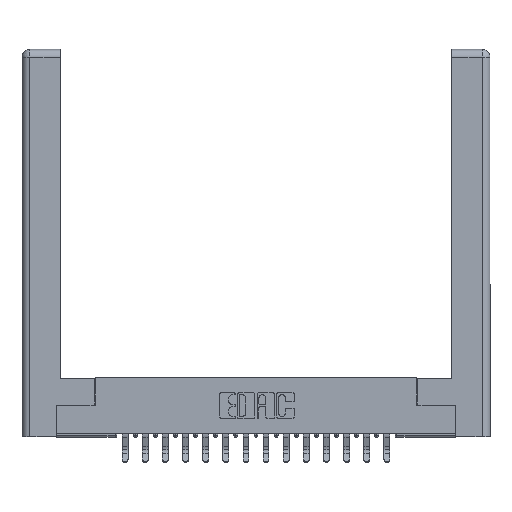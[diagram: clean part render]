
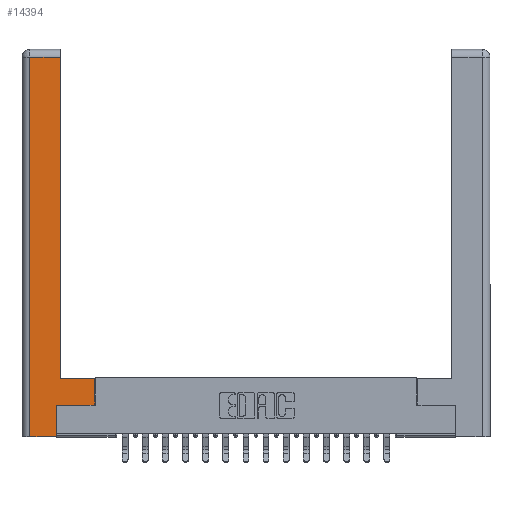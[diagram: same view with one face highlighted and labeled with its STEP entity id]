
A CAD part, top view. The second image highlights one B-rep face of the part: STEP entity #14394.
In plain terms, the highlighted planar face has unit normal (0, 0, 1).
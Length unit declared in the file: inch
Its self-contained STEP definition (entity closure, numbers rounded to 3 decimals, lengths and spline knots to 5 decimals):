
#237 = VECTOR ( 'NONE', #2320, 39.37008 ) ;
#443 = VERTEX_POINT ( 'NONE', #3028 ) ;
#716 = VERTEX_POINT ( 'NONE', #6900 ) ;
#812 = ORIENTED_EDGE ( 'NONE', *, *, #2974, .T. ) ;
#905 = CARTESIAN_POINT ( 'NONE',  ( 0.565, 0.245, 0. ) ) ;
#1297 = CARTESIAN_POINT ( 'NONE',  ( 0., 0., 0. ) ) ;
#1435 = DIRECTION ( 'NONE',  ( 0., 0., -1. ) ) ;
#1506 = DIRECTION ( 'NONE',  ( -1., 0., 0. ) ) ;
#1932 = ORIENTED_EDGE ( 'NONE', *, *, #17885, .T. ) ;
#2320 = DIRECTION ( 'NONE',  ( 0., 1., 0. ) ) ;
#2758 = DIRECTION ( 'NONE',  ( 0., -1., 0. ) ) ;
#2974 = EDGE_CURVE ( 'NONE', #8211, #716, #3396, .T. ) ;
#3028 = CARTESIAN_POINT ( 'NONE',  ( 0.295, 0.45, 0. ) ) ;
#3217 = DIRECTION ( 'NONE',  ( -1., 0., 0. ) ) ;
#3396 = LINE ( 'NONE', #7208, #237 ) ;
#3857 = ORIENTED_EDGE ( 'NONE', *, *, #13392, .T. ) ;
#4268 = EDGE_CURVE ( 'NONE', #5757, #443, #21142, .T. ) ;
#4298 = ORIENTED_EDGE ( 'NONE', *, *, #17120, .T. ) ;
#4497 = ORIENTED_EDGE ( 'NONE', *, *, #15243, .T. ) ;
#4644 = VERTEX_POINT ( 'NONE', #17897 ) ;
#5554 = ORIENTED_EDGE ( 'NONE', *, *, #4268, .T. ) ;
#5757 = VERTEX_POINT ( 'NONE', #17751 ) ;
#6124 = DIRECTION ( 'NONE',  ( 0., 1., 0. ) ) ;
#6635 = LINE ( 'NONE', #15980, #17496 ) ;
#6900 = CARTESIAN_POINT ( 'NONE',  ( 0.265, 0.245, 0. ) ) ;
#7208 = CARTESIAN_POINT ( 'NONE',  ( 0.265, 0.245, 0. ) ) ;
#7259 = VERTEX_POINT ( 'NONE', #9903 ) ;
#7307 = LINE ( 'NONE', #18299, #11183 ) ;
#7891 = VERTEX_POINT ( 'NONE', #905 ) ;
#8144 = ORIENTED_EDGE ( 'NONE', *, *, #16449, .T. ) ;
#8211 = VERTEX_POINT ( 'NONE', #19972 ) ;
#8261 = VECTOR ( 'NONE', #6124, 39.37008 ) ;
#8904 = FACE_OUTER_BOUND ( 'NONE', #10329, .T. ) ;
#9903 = CARTESIAN_POINT ( 'NONE',  ( 0.0615, 0., 0. ) ) ;
#10055 = DIRECTION ( 'NONE',  ( -1., 0., 0. ) ) ;
#10329 = EDGE_LOOP ( 'NONE', ( #1932, #15210, #4497, #4298, #812, #8144, #3857, #5554 ) ) ;
#10729 = LINE ( 'NONE', #16213, #18998 ) ;
#11029 = CARTESIAN_POINT ( 'NONE',  ( 0.295, 3., 0. ) ) ;
#11183 = VECTOR ( 'NONE', #19666, 39.37008 ) ;
#11647 = CARTESIAN_POINT ( 'NONE',  ( 0.0615, 2.94, 0. ) ) ;
#11884 = DIRECTION ( 'NONE',  ( 1., 0., 0. ) ) ;
#12675 = LINE ( 'NONE', #11029, #8261 ) ;
#13274 = VECTOR ( 'NONE', #10055, 39.37008 ) ;
#13392 = EDGE_CURVE ( 'NONE', #7891, #5757, #6635, .T. ) ;
#13497 = LINE ( 'NONE', #15246, #20963 ) ;
#13797 = VERTEX_POINT ( 'NONE', #16025 ) ;
#14006 = LINE ( 'NONE', #11647, #13274 ) ;
#14394 = ADVANCED_FACE ( 'NONE', ( #8904 ), #18944, .F. ) ;
#15210 = ORIENTED_EDGE ( 'NONE', *, *, #16386, .T. ) ;
#15243 = EDGE_CURVE ( 'NONE', #13797, #7259, #10729, .T. ) ;
#15246 = CARTESIAN_POINT ( 'NONE',  ( 0.265, 0., 0. ) ) ;
#15445 = VECTOR ( 'NONE', #3217, 39.37008 ) ;
#15980 = CARTESIAN_POINT ( 'NONE',  ( 0.565, 0.45, 0. ) ) ;
#16025 = CARTESIAN_POINT ( 'NONE',  ( 0.0615, 2.94, 0. ) ) ;
#16213 = CARTESIAN_POINT ( 'NONE',  ( 0.0615, 0., 0. ) ) ;
#16386 = EDGE_CURVE ( 'NONE', #4644, #13797, #14006, .T. ) ;
#16449 = EDGE_CURVE ( 'NONE', #716, #7891, #7307, .T. ) ;
#17120 = EDGE_CURVE ( 'NONE', #7259, #8211, #13497, .T. ) ;
#17496 = VECTOR ( 'NONE', #20901, 39.37008 ) ;
#17751 = CARTESIAN_POINT ( 'NONE',  ( 0.565, 0.45, 0. ) ) ;
#17885 = EDGE_CURVE ( 'NONE', #443, #4644, #12675, .T. ) ;
#17897 = CARTESIAN_POINT ( 'NONE',  ( 0.295, 2.94, 0. ) ) ;
#18260 = AXIS2_PLACEMENT_3D ( 'NONE', #1297, #1435, #1506 ) ;
#18299 = CARTESIAN_POINT ( 'NONE',  ( 0.565, 0.245, 0. ) ) ;
#18944 = PLANE ( 'NONE',  #18260 ) ;
#18998 = VECTOR ( 'NONE', #2758, 39.37008 ) ;
#19172 = CARTESIAN_POINT ( 'NONE',  ( 0.295, 0.45, 0. ) ) ;
#19666 = DIRECTION ( 'NONE',  ( 1., 0., 0. ) ) ;
#19972 = CARTESIAN_POINT ( 'NONE',  ( 0.265, 0., 0. ) ) ;
#20901 = DIRECTION ( 'NONE',  ( 0., 1., 0. ) ) ;
#20963 = VECTOR ( 'NONE', #11884, 39.37008 ) ;
#21142 = LINE ( 'NONE', #19172, #15445 ) ;
